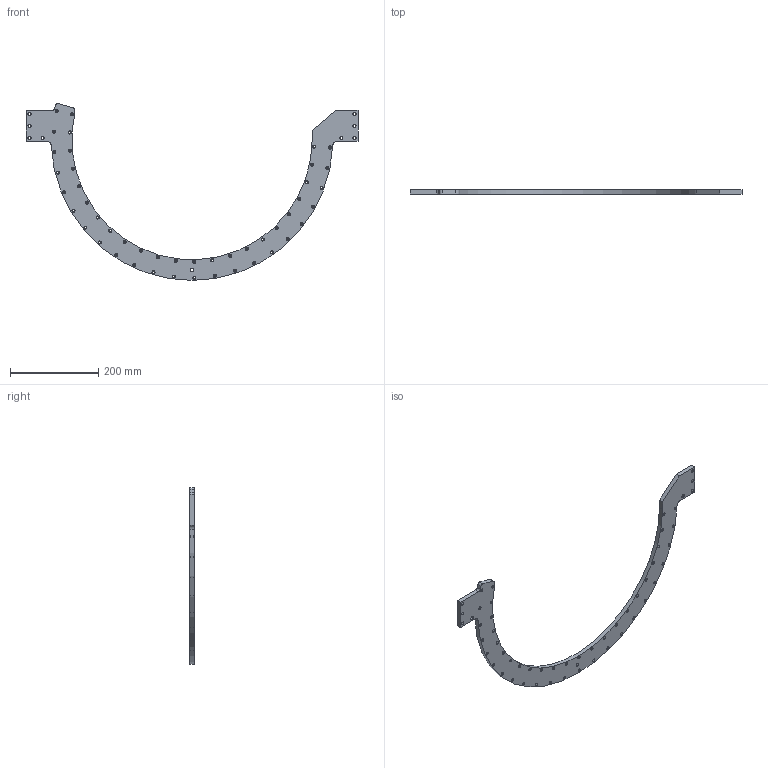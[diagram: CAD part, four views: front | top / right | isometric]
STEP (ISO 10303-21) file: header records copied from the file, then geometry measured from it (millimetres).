
FILE_DESCRIPTION(/* description */ (''),/* implementation_level */ '2;1');
FILE_NAME(/* name */ 'GETOUT_STAVE_98.stp',/* time_stamp */ '2018-09-17T15:54:39+02:00',/* author */ (''),/* organization */ (''),/* preprocessor_version */ 'ST-DEVELOPER v16.7',/* originating_system */ 'SIEMENS PLM Software NX 12.0',/* authorisation */ '');
FILE_SCHEMA (('AUTOMOTIVE_DESIGN { 1 0 10303 214 3 1 1 1 }'));
Length unit declared in the file: millimetre
Products named in the file (1): bez8324385A6uyq
Bounding box: 754 x 10 x 401.68 mm (x, y, z)
Volume: 559450.7 mm3; surface area: 146965.9 mm2
Topology: 1 solids, 1 shells, 476 faces, 1099 edges, 696 vertices
Faces by surface type: plane 223, cone 110, cylinder 109, extrusion 34
Full cylindrical faces by diameter (mm): 4.5 x46, 6 x48, 6.5 x6, 6.8 x1
Entity records: 13818 total; most frequent: CARTESIAN_POINT 4011, DIRECTION 1786, ORIENTED_EDGE 1776, EDGE_CURVE 888, EDGE_LOOP 868, AXIS2_PLACEMENT_3D 771, VERTEX_POINT 696, FACE_BOUND 656
